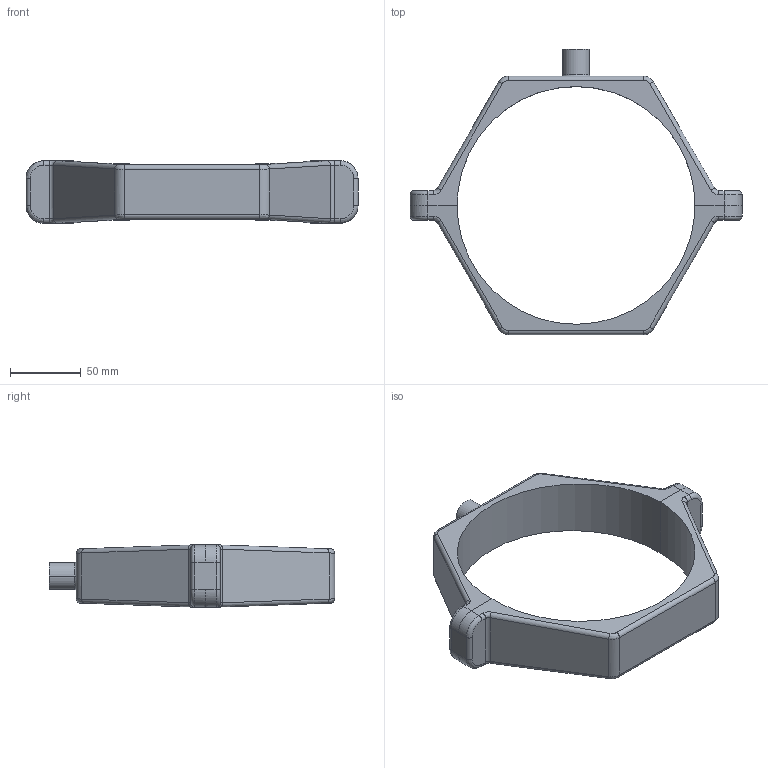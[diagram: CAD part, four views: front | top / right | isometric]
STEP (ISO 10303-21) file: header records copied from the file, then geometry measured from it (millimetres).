
FILE_DESCRIPTION (( 'STEP AP214' ), '1' );
FILE_NAME ('PHHC6.0P304SAN.STEP', '2023-06-04T07:38:45', ( '' ), ( '' ), 'SwSTEP 2.0', 'SolidWorks 2018', '' );
FILE_SCHEMA (( 'AUTOMOTIVE_DESIGN' ));
Length unit declared in the file: millimetre
Products named in the file (1): PHHC6.0P304SAN
Bounding box: 234.95 x 201.93 x 44.61 mm (x, y, z)
Volume: 292339.3 mm3; surface area: 63673.4 mm2
Topology: 1 solids, 1 shells, 91 faces, 210 edges, 119 vertices
Faces by surface type: cylinder 46, bspline 24, plane 17, cone 2, torus 2
Entity records: 3570 total; most frequent: CARTESIAN_POINT 1679, ORIENTED_EDGE 416, DIRECTION 348, EDGE_CURVE 208, AXIS2_PLACEMENT_3D 128, VERTEX_POINT 119, EDGE_LOOP 93, VECTOR 92
